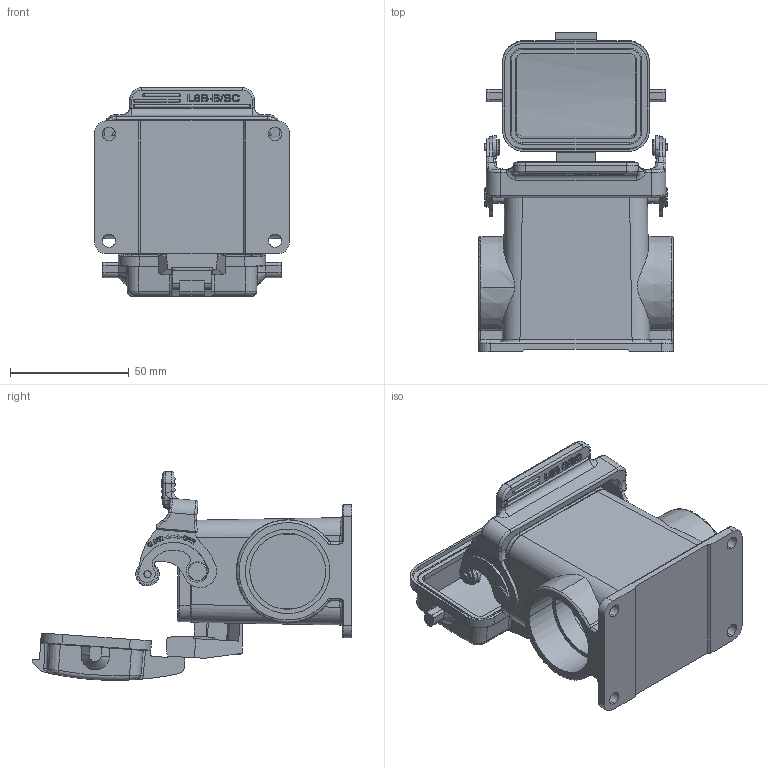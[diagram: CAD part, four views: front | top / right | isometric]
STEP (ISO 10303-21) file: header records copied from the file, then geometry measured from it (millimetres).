
FILE_DESCRIPTION((''),'2;1');
FILE_NAME('PRT0353_1','2017-09-25T',('dm.li'),(''),'PRO/ENGINEER BY PARAMETRIC TECHNOLOGY CORPORATION, 2012480','PRO/ENGINEER BY PARAMETRIC TECHNOLOGY CORPORATION, 2012480','');
FILE_SCHEMA(('AUTOMOTIVE_DESIGN { 1 0 10303 214 1 1 1 1 }'));
Products named in the file (1): PRT0353_1
Bounding box: 82 x 134.6 x 87.86 mm (x, y, z)
Volume: 136964.4 mm3; surface area: 62118 mm2
Topology: 1 solids, 12 shells, 1271 faces, 3478 edges, 2300 vertices
Faces by surface type: plane 554, cylinder 299, extrusion 257, bspline 56, torus 56, cone 35, sphere 14
Entity records: 49190 total; most frequent: CARTESIAN_POINT 14627, ORIENTED_EDGE 6920, DIRECTION 5559, EDGE_CURVE 3460, VERTEX_POINT 2300, VECTOR 2107, LINE 1850, AXIS2_PLACEMENT_3D 1726
